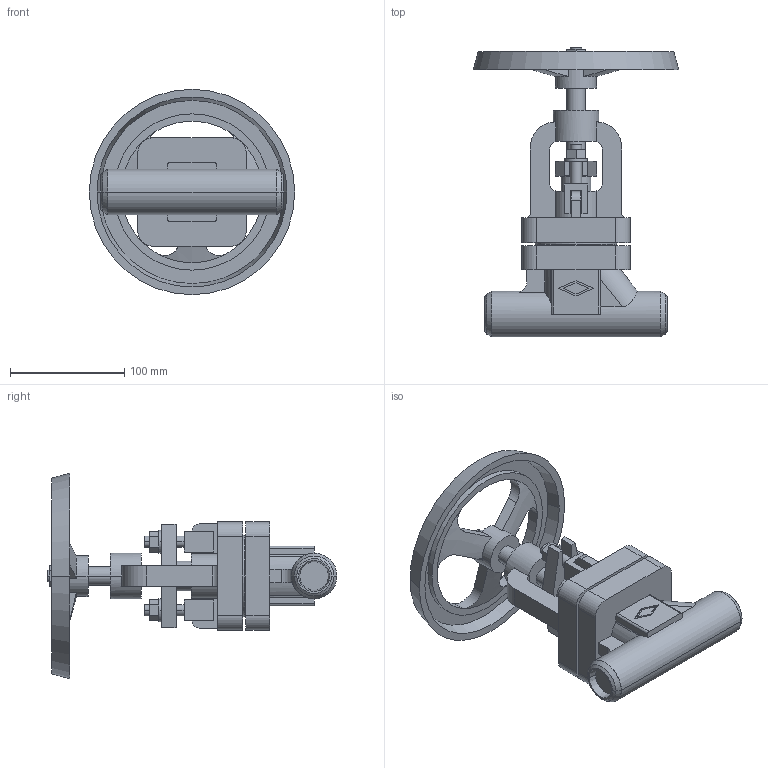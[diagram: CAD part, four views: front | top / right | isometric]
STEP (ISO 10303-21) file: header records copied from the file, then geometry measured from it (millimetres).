
FILE_DESCRIPTION(('OneSpaceDesigner STEP Export'),'2;1');
FILE_NAME('c000004653.stp','2011-03-29T11:29:20',(''),(''),'OneSpace Designer STEP processor for AP214 (Solid Model)','OneSpace Modeling 15.50B 03-Nov-2007 (C) CoCreate Software GmbH','');
FILE_SCHEMA(('AUTOMOTIVE_DESIGN { 1 0 10303 214 1 1 1 1 }'));
Length unit declared in the file: millimetre
Products named in the file (1): 1
Bounding box: 180 x 254.1 x 180 mm (x, y, z)
Volume: 1025584.2 mm3; surface area: 167069.1 mm2
Topology: 1 solids, 1 shells, 248 faces, 643 edges, 418 vertices
Faces by surface type: plane 136, cylinder 82, cone 30
Entity records: 9521 total; most frequent: CARTESIAN_POINT 1664, ORIENTED_EDGE 1286, DIRECTION 1130, EDGE_CURVE 643, VERTEX_POINT 418, VECTOR 394, LINE 394, AXIS2_PLACEMENT_3D 368
